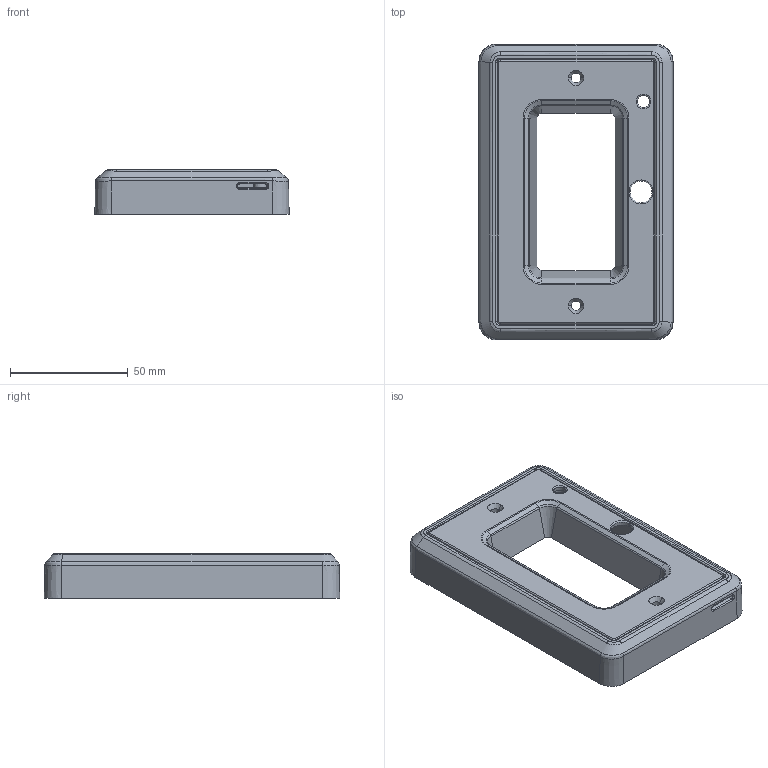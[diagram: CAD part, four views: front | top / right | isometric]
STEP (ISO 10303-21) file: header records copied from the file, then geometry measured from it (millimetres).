
FILE_DESCRIPTION (( 'STEP AP214' ), '1' );
FILE_NAME ('face plate.STEP', '2014-10-14T21:45:16', ( 'Platonov' ), ( '' ), 'SwSTEP 2.0', 'SolidWorks 2014', '' );
FILE_SCHEMA (( 'AUTOMOTIVE_DESIGN' ));
Length unit declared in the file: millimetre
Products named in the file (1): face plate
Bounding box: 82.52 x 125.52 x 19 mm (x, y, z)
Volume: 35088.7 mm3; surface area: 36090 mm2
Topology: 1 solids, 1 shells, 419 faces, 1160 edges, 752 vertices
Faces by surface type: plane 189, cylinder 73, bspline 73, cone 72, torus 12
Entity records: 19652 total; most frequent: CARTESIAN_POINT 9873, ORIENTED_EDGE 2320, DIRECTION 1675, EDGE_CURVE 1160, VERTEX_POINT 752, VECTOR 575, LINE 575, AXIS2_PLACEMENT_3D 550
